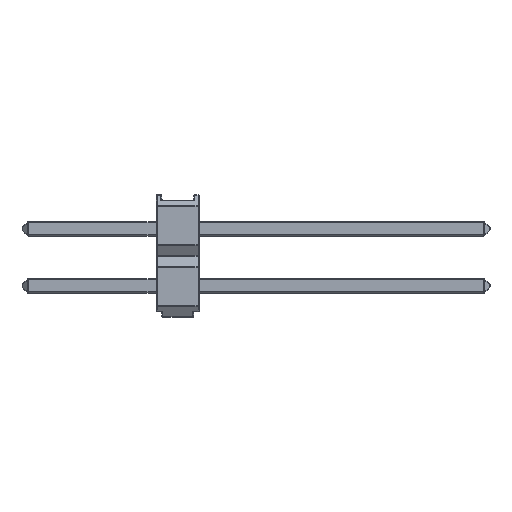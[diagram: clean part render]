
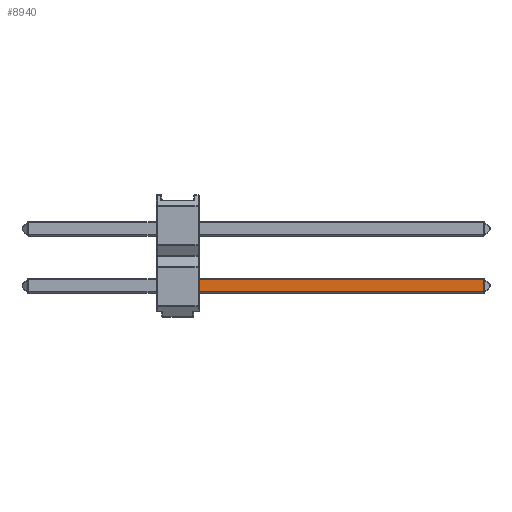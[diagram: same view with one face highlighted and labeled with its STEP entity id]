
A CAD part, left-side view. The second image highlights one B-rep face of the part: STEP entity #8940.
In plain terms, the highlighted planar face has unit normal (-1, 0, 0).
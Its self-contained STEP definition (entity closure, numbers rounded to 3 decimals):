
#1545 = DIRECTION ( 'NONE',  ( 1., 0., 0. ) ) ;
#1546 = LINE ( 'NONE', #6946, #4614 ) ;
#2096 = ORIENTED_EDGE ( 'NONE', *, *, #13487, .T. ) ;
#2219 = CARTESIAN_POINT ( 'NONE',  ( -0.32, -0.96, -1.06 ) ) ;
#2731 = VERTEX_POINT ( 'NONE', #14264 ) ;
#2975 = VERTEX_POINT ( 'NONE', #2219 ) ;
#3139 = VECTOR ( 'NONE', #7663, 1000. ) ;
#3533 = VECTOR ( 'NONE', #5660, 1000. ) ;
#4089 = EDGE_LOOP ( 'NONE', ( #2096, #14205, #6773, #4473 ) ) ;
#4473 = ORIENTED_EDGE ( 'NONE', *, *, #6666, .T. ) ;
#4602 = EDGE_CURVE ( 'NONE', #8010, #2975, #1546, .T. ) ;
#4614 = VECTOR ( 'NONE', #8096, 1000. ) ;
#4841 = VECTOR ( 'NONE', #10234, 1000. ) ;
#5473 = FACE_OUTER_BOUND ( 'NONE', #4089, .T. ) ;
#5660 = DIRECTION ( 'NONE',  ( 0., 0., 1. ) ) ;
#6666 = EDGE_CURVE ( 'NONE', #2731, #11589, #14271, .T. ) ;
#6773 = ORIENTED_EDGE ( 'NONE', *, *, #14695, .T. ) ;
#6946 = CARTESIAN_POINT ( 'NONE',  ( -0.32, -13.91, -1.06 ) ) ;
#7154 = LINE ( 'NONE', #13545, #3139 ) ;
#7203 = CARTESIAN_POINT ( 'NONE',  ( -0.32, -13.639, -1.06 ) ) ;
#7663 = DIRECTION ( 'NONE',  ( 0., 0., -1. ) ) ;
#7863 = CARTESIAN_POINT ( 'NONE',  ( -0.32, -13.639, -1.6 ) ) ;
#8010 = VERTEX_POINT ( 'NONE', #7203 ) ;
#8096 = DIRECTION ( 'NONE',  ( 0., 1., 0. ) ) ;
#8584 = AXIS2_PLACEMENT_3D ( 'NONE', #14428, #1545, #9709 ) ;
#8940 = ADVANCED_FACE ( 'NONE', ( #5473 ), #13236, .F. ) ;
#9054 = CARTESIAN_POINT ( 'NONE',  ( -0.32, -13.91, -1.6 ) ) ;
#9156 = CARTESIAN_POINT ( 'NONE',  ( -0.32, -13.639, -1.01 ) ) ;
#9709 = DIRECTION ( 'NONE',  ( 0., 0., -1. ) ) ;
#10234 = DIRECTION ( 'NONE',  ( 0., -1., 0. ) ) ;
#11589 = VERTEX_POINT ( 'NONE', #7863 ) ;
#12920 = LINE ( 'NONE', #9156, #3533 ) ;
#13236 = PLANE ( 'NONE',  #8584 ) ;
#13487 = EDGE_CURVE ( 'NONE', #11589, #8010, #12920, .T. ) ;
#13545 = CARTESIAN_POINT ( 'NONE',  ( -0.32, -0.96, -1.65 ) ) ;
#14205 = ORIENTED_EDGE ( 'NONE', *, *, #4602, .T. ) ;
#14264 = CARTESIAN_POINT ( 'NONE',  ( -0.32, -0.96, -1.6 ) ) ;
#14271 = LINE ( 'NONE', #9054, #4841 ) ;
#14428 = CARTESIAN_POINT ( 'NONE',  ( -0.32, -13.91, -1.65 ) ) ;
#14695 = EDGE_CURVE ( 'NONE', #2975, #2731, #7154, .T. ) ;
